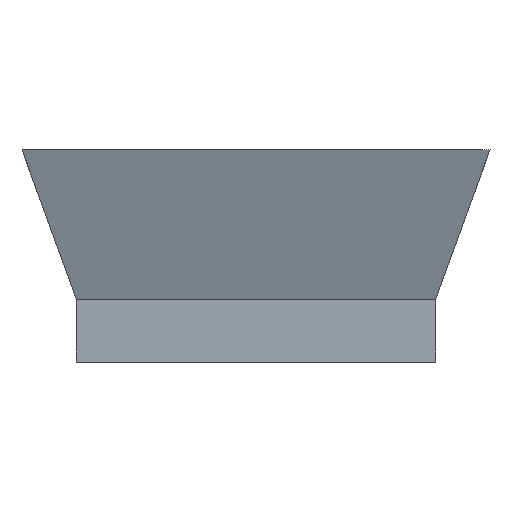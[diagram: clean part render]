
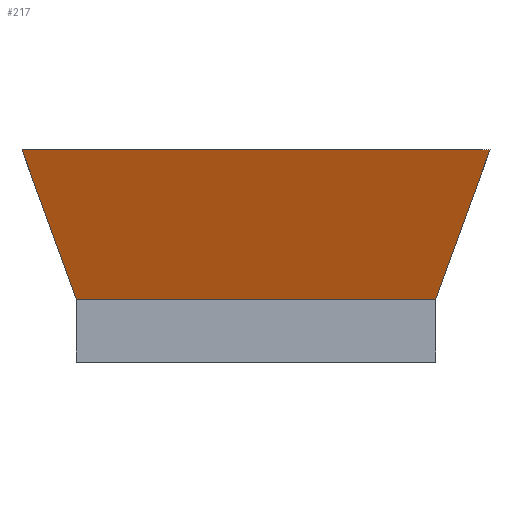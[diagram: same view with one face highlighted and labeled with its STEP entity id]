
A CAD part, left-side view. The second image highlights one B-rep face of the part: STEP entity #217.
In plain terms, the highlighted free-form (B-spline) face has degree [1, 1] with [2, 2] control points.
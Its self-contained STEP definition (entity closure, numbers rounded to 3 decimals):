
#24 = VERTEX_POINT('',#25);
#25 = CARTESIAN_POINT('',(-66.,66.,41.));
#31 = EDGE_CURVE('',#24,#32,#34,.T.);
#32 = VERTEX_POINT('',#33);
#33 = CARTESIAN_POINT('',(-66.,-66.,41.));
#34 = LINE('',#35,#36);
#35 = CARTESIAN_POINT('',(-66.,66.,41.));
#36 = VECTOR('',#37,1.);
#37 = DIRECTION('',(0.,-1.,0.));
#217 = ADVANCED_FACE('',(#218),#241,.T.);
#218 = FACE_BOUND('',#219,.T.);
#219 = EDGE_LOOP('',(#220,#221,#228,#236));
#220 = ORIENTED_EDGE('',*,*,#31,.T.);
#221 = ORIENTED_EDGE('',*,*,#222,.T.);
#222 = EDGE_CURVE('',#32,#223,#225,.T.);
#223 = VERTEX_POINT('',#224);
#224 = CARTESIAN_POINT('',(-86.018,-86.018,96.));
#225 = B_SPLINE_CURVE_WITH_KNOTS('',1,(#226,#227),.UNSPECIFIED.,.F.,.F.,
  (2,2),(0.,1.),.PIECEWISE_BEZIER_KNOTS.);
#226 = CARTESIAN_POINT('',(-66.,-66.,41.));
#227 = CARTESIAN_POINT('',(-86.018,-86.018,96.));
#228 = ORIENTED_EDGE('',*,*,#229,.F.);
#229 = EDGE_CURVE('',#230,#223,#232,.T.);
#230 = VERTEX_POINT('',#231);
#231 = CARTESIAN_POINT('',(-86.018,86.018,96.));
#232 = LINE('',#233,#234);
#233 = CARTESIAN_POINT('',(-86.018,66.,96.));
#234 = VECTOR('',#235,1.);
#235 = DIRECTION('',(0.,-1.,0.));
#236 = ORIENTED_EDGE('',*,*,#237,.F.);
#237 = EDGE_CURVE('',#24,#230,#238,.T.);
#238 = B_SPLINE_CURVE_WITH_KNOTS('',1,(#239,#240),.UNSPECIFIED.,.F.,.F.,
  (2,2),(0.,1.),.PIECEWISE_BEZIER_KNOTS.);
#239 = CARTESIAN_POINT('',(-66.,66.,41.));
#240 = CARTESIAN_POINT('',(-86.018,86.018,96.));
#241 = B_SPLINE_SURFACE_WITH_KNOTS('',1,1,(
    (#242,#243)
    ,(#244,#245
    )),.UNSPECIFIED.,.F.,.F.,.F.,(2,2),(2,2),(-20.018,
    152.018),(0.,1.),.PIECEWISE_BEZIER_KNOTS.);
#242 = CARTESIAN_POINT('',(-66.,66.,41.));
#243 = CARTESIAN_POINT('',(-86.018,86.018,96.));
#244 = CARTESIAN_POINT('',(-66.,-66.,41.));
#245 = CARTESIAN_POINT('',(-86.018,-86.018,96.));
